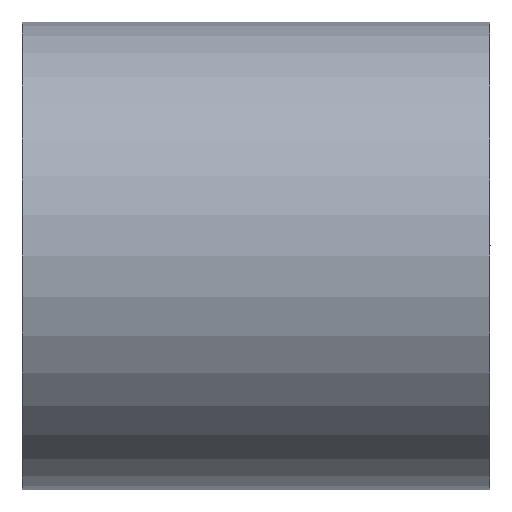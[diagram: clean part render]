
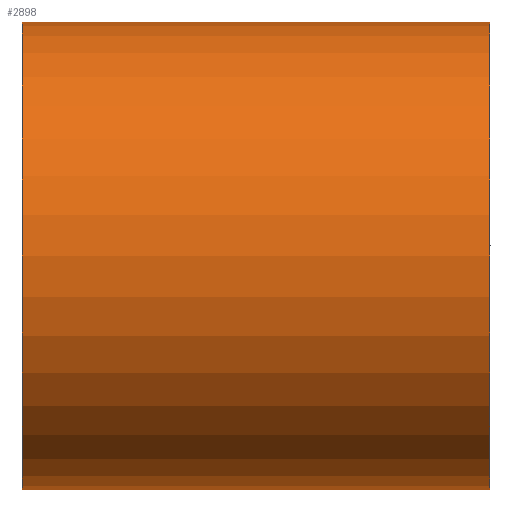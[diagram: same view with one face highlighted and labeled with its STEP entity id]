
A CAD part, front view. The second image highlights one B-rep face of the part: STEP entity #2898.
In plain terms, the highlighted cylindrical face has radius 38.1 mm (diameter 76.2 mm), a partial arc.
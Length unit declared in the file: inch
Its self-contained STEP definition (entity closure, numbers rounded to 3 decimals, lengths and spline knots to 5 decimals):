
#105 = EDGE_CURVE ( 'NONE', #2690, #434, #3147, .T. ) ;
#142 = AXIS2_PLACEMENT_3D ( 'NONE', #1436, #856, #889 ) ;
#409 = CARTESIAN_POINT ( 'NONE',  ( 3., 0., -1.5 ) ) ;
#434 = VERTEX_POINT ( 'NONE', #755 ) ;
#477 = EDGE_LOOP ( 'NONE', ( #1509, #2051, #2964, #1333 ) ) ;
#694 = VECTOR ( 'NONE', #2126, 39.37008 ) ;
#696 = EDGE_CURVE ( 'NONE', #2690, #1329, #2357, .T. ) ;
#743 = AXIS2_PLACEMENT_3D ( 'NONE', #1435, #2510, #3092 ) ;
#755 = CARTESIAN_POINT ( 'NONE',  ( 3., 0., 1.5 ) ) ;
#800 = AXIS2_PLACEMENT_3D ( 'NONE', #1334, #821, #2392 ) ;
#821 = DIRECTION ( 'NONE',  ( -1., 0., 0. ) ) ;
#828 = VERTEX_POINT ( 'NONE', #2078 ) ;
#856 = DIRECTION ( 'NONE',  ( -1., 0., 0. ) ) ;
#889 = DIRECTION ( 'NONE',  ( 0., 0., 1. ) ) ;
#1074 = FACE_OUTER_BOUND ( 'NONE', #477, .T. ) ;
#1329 = VERTEX_POINT ( 'NONE', #3252 ) ;
#1333 = ORIENTED_EDGE ( 'NONE', *, *, #1550, .F. ) ;
#1334 = CARTESIAN_POINT ( 'NONE',  ( 0., 0., 0. ) ) ;
#1372 = CYLINDRICAL_SURFACE ( 'NONE', #800, 1.5 ) ;
#1435 = CARTESIAN_POINT ( 'NONE',  ( 0., 0., 0. ) ) ;
#1436 = CARTESIAN_POINT ( 'NONE',  ( 3., 0., 0. ) ) ;
#1509 = ORIENTED_EDGE ( 'NONE', *, *, #696, .F. ) ;
#1550 = EDGE_CURVE ( 'NONE', #1329, #828, #2441, .T. ) ;
#1765 = LINE ( 'NONE', #2791, #2685 ) ;
#1809 = CARTESIAN_POINT ( 'NONE',  ( 0., 0., -1.5 ) ) ;
#2051 = ORIENTED_EDGE ( 'NONE', *, *, #105, .T. ) ;
#2078 = CARTESIAN_POINT ( 'NONE',  ( 0., 0., 1.5 ) ) ;
#2126 = DIRECTION ( 'NONE',  ( -1., 0., 0. ) ) ;
#2357 = LINE ( 'NONE', #1809, #694 ) ;
#2392 = DIRECTION ( 'NONE',  ( 0., 0., 1. ) ) ;
#2441 = CIRCLE ( 'NONE', #743, 1.5 ) ;
#2510 = DIRECTION ( 'NONE',  ( -1., 0., 0. ) ) ;
#2685 = VECTOR ( 'NONE', #3066, 39.37008 ) ;
#2690 = VERTEX_POINT ( 'NONE', #409 ) ;
#2791 = CARTESIAN_POINT ( 'NONE',  ( 0., 0., 1.5 ) ) ;
#2898 = ADVANCED_FACE ( 'NONE', ( #1074 ), #1372, .T. ) ;
#2964 = ORIENTED_EDGE ( 'NONE', *, *, #3299, .T. ) ;
#3066 = DIRECTION ( 'NONE',  ( -1., 0., 0. ) ) ;
#3092 = DIRECTION ( 'NONE',  ( 0., 0., 1. ) ) ;
#3147 = CIRCLE ( 'NONE', #142, 1.5 ) ;
#3252 = CARTESIAN_POINT ( 'NONE',  ( 0., 0., -1.5 ) ) ;
#3299 = EDGE_CURVE ( 'NONE', #434, #828, #1765, .T. ) ;
